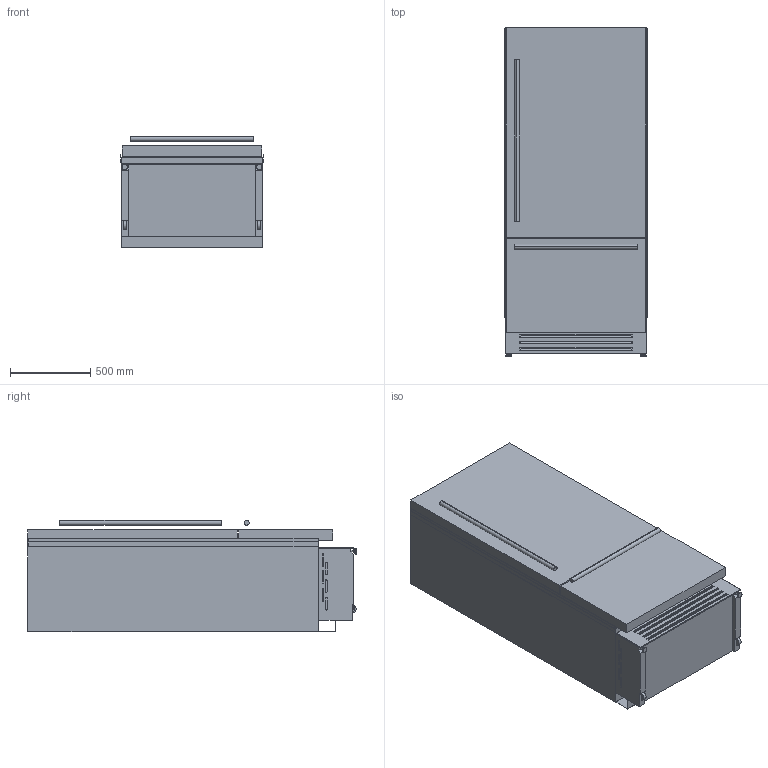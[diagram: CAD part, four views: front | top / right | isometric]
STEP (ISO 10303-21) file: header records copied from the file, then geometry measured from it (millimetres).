
FILE_DESCRIPTION (( 'STEP AP214' ), '1' );
FILE_NAME ('KS_899_0T_ST_3.STEP', '2017-07-06T09:50:10', ( '' ), ( '' ), 'SwSTEP 2.0', 'SolidWorks 2013', '' );
FILE_SCHEMA (( 'AUTOMOTIVE_DESIGN' ));
Length unit declared in the file: millimetre
Products named in the file (1): KS_899_0T_ST_3
Bounding box: 899 x 2050 x 694 mm (x, y, z)
Volume: 1087749800.9 mm3; surface area: 12076033.1 mm2
Topology: 8 solids, 8 shells, 339 faces, 859 edges, 564 vertices
Faces by surface type: plane 235, cylinder 88, torus 12, cone 4
Entity records: 11817 total; most frequent: CARTESIAN_POINT 1763, DIRECTION 1743, ORIENTED_EDGE 1718, EDGE_CURVE 859, LINE 655, VECTOR 655, VERTEX_POINT 564, AXIS2_PLACEMENT_3D 544
